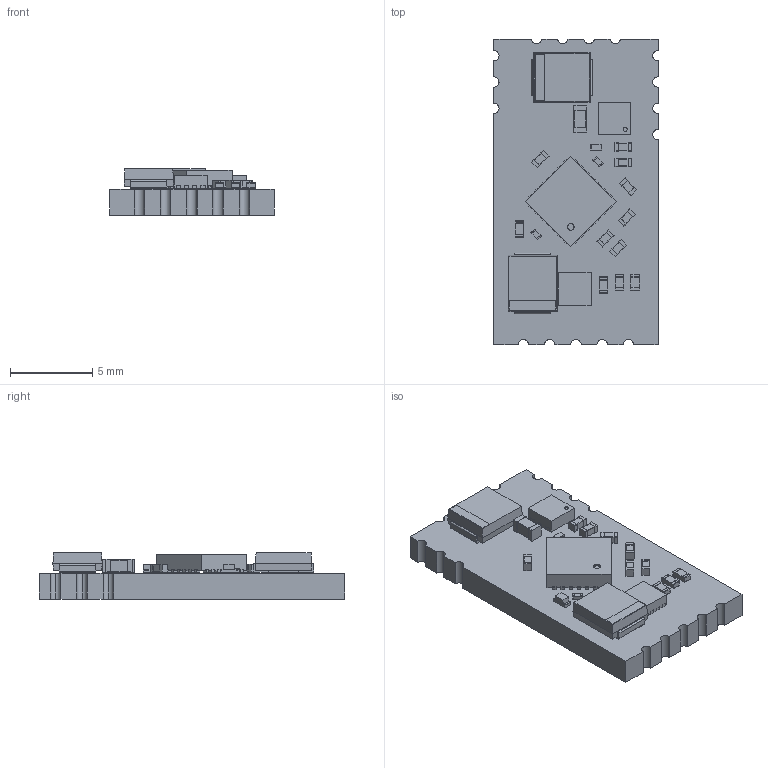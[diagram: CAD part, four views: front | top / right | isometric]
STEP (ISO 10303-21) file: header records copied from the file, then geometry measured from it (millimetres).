
FILE_DESCRIPTION(('KiCad electronic assembly'),'2;1');
FILE_NAME('uCoilDriver_I2C.step','2024-01-26T12:59:24',('Pcbnew'),( 'Kicad'),'Open CASCADE STEP processor 7.7','KiCad to STEP converter' ,'Unknown');
FILE_SCHEMA(('AUTOMOTIVE_DESIGN { 1 0 10303 214 1 1 1 1 }'));
Length unit declared in the file: millimetre
Products named in the file (22): uCoilDriver_I2C 1; C_0402_1005Metric; SOLID; QFN-28_4x4mm_P0.5mm; R_0402_1005Metric; R_0201_0603Metric; DRV8231ADSGR; COMPOUND; LED_0402_1005Metric; WSON-6-1EP_2x2mm_P0.65mm_EP1x1.6mm; LED_0201_0603Metric; C_0603_1608Metric; CP_EIA-3528-12_Kemet-T; uCoilDriver_I2C PCB
Assembly tree (31 placements, depth 3):
  uCoilDriver_I2C 1
    C_0402_1005Metric  x7
      SOLID
    QFN-28_4x4mm_P0.5mm
      SOLID
    R_0402_1005Metric  x3
      SOLID
    R_0201_0603Metric  x2
      SOLID
    DRV8231ADSGR
      COMPOUND
    LED_0402_1005Metric
      SOLID
    WSON-6-1EP_2x2mm_P0.65mm_EP1x1.6mm
      SOLID
    LED_0201_0603Metric
      SOLID
    C_0603_1608Metric
      SOLID
    CP_EIA-3528-12_Kemet-T  x2
      SOLID
    uCoilDriver_I2C PCB
Bounding box: 10 x 18.6 x 2.83 mm (x, y, z)
Volume: 339.1 mm3; surface area: 671.3 mm2
Topology: 30 solids, 30 shells, 910 faces, 2438 edges, 1612 vertices
Faces by surface type: plane 721, cylinder 173, bspline 16
Full cylindrical faces by diameter (mm): 0.25 x1, 0.4 x1
Entity records: 46511 total; most frequent: CARTESIAN_POINT 8762, DIRECTION 6320, LINE 4678, VECTOR 4678, ORIENTED_EDGE 3396, PCURVE 3396, DEFINITIONAL_REPRESENTATION 3396, EDGE_CURVE 1698
